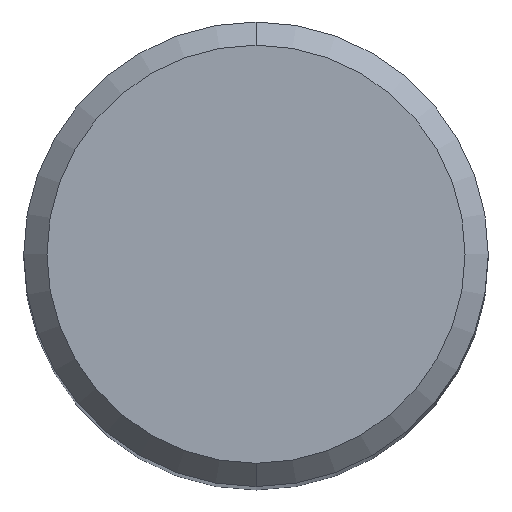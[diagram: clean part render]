
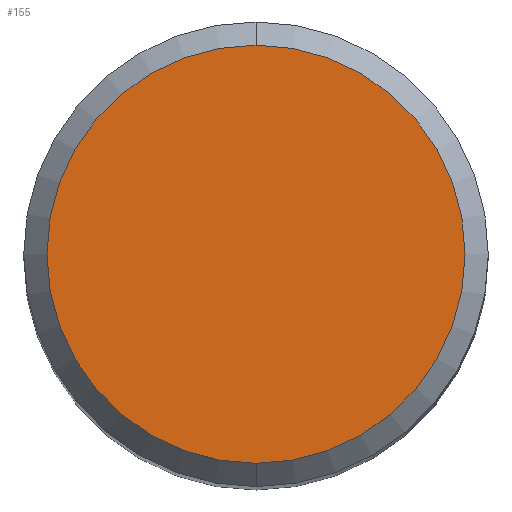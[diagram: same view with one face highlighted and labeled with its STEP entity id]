
A CAD part, top view. The second image highlights one B-rep face of the part: STEP entity #155.
In plain terms, the highlighted planar face has unit normal (0, 0, 1).
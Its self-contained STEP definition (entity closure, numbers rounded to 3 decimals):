
#121=EDGE_CURVE('',#211,#225,#323,.T.);
#151=EDGE_CURVE('',#225,#211,#356,.T.);
#155=ADVANCED_FACE('',(#362),#363,.T.);
#211=VERTEX_POINT('',#425);
#225=VERTEX_POINT('',#439);
#323=CIRCLE('',#545,7.2);
#356=CIRCLE('',#587,7.2);
#362=FACE_OUTER_BOUND('',#593,.T.);
#363=PLANE('',#594);
#425=CARTESIAN_POINT('',(0.,-7.2,0.));
#439=CARTESIAN_POINT('',(0.0,7.2,0.));
#545=AXIS2_PLACEMENT_3D('',#812,#813,#814);
#587=AXIS2_PLACEMENT_3D('',#848,#849,#850);
#593=EDGE_LOOP('',(#860,#861));
#594=AXIS2_PLACEMENT_3D('',#862,#863,#864);
#812=CARTESIAN_POINT('',(0.0,0.0,0.));
#813=DIRECTION('',(0.0,0.0,-1.0));
#814=DIRECTION('',(0.0,1.0,0.0));
#848=CARTESIAN_POINT('',(0.0,0.0,0.));
#849=DIRECTION('',(0.0,0.0,-1.0));
#850=DIRECTION('',(0.0,1.0,0.0));
#860=ORIENTED_EDGE('',*,*,#151,.F.);
#861=ORIENTED_EDGE('',*,*,#121,.F.);
#862=CARTESIAN_POINT('',(0.0,3.6,0.));
#863=DIRECTION('',(-0.0,0.0,1.0));
#864=DIRECTION('',(0.0,-1.0,0.0));
